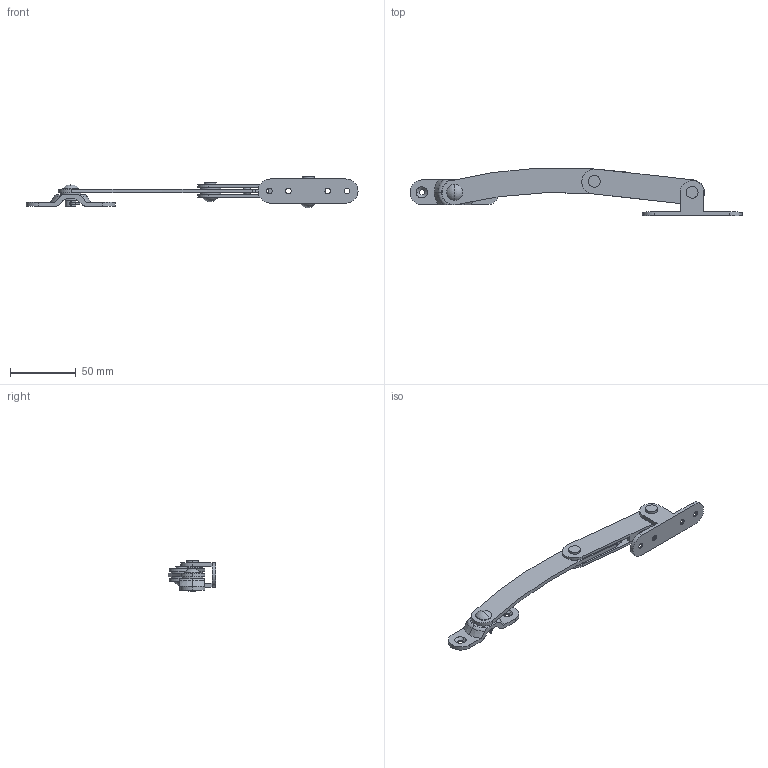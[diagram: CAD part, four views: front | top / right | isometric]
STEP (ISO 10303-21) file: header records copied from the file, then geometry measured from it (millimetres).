
FILE_DESCRIPTION (( 'STEP AP203' ), '1' );
FILE_NAME ('B-25-3.STEP', '2018-08-30T05:53:09', ( '' ), ( '' ), 'SwSTEP 2.0', 'SolidWorks 2014', '' );
FILE_SCHEMA (( 'CONFIG_CONTROL_DESIGN' ));
Length unit declared in the file: millimetre
Products named in the file (13): B-25-3リベットA_; B-25-3; B-25-3アームB_; B-25-3軸_; B-25-3リベットB_; B-25-3アームA_; B-25-3_割りピン　呼び2_L=15片方曲げ; B-25-3アームC_; B-25-3受座B_; B-25-3座金_; B-25-3受座A_; B-25-3ボール_; B-25-3カラー_
Assembly tree (17 placements, depth 2):
  B-25-3
    B-25-3アームA_
    B-25-3アームB_
    B-25-3アームC_
    B-25-3受座A_
    B-25-3受座B_
    B-25-3軸_
    B-25-3リベットA_
    B-25-3リベットB_
    B-25-3カラー_
    B-25-3ボール_
    B-25-3座金_  x6
    B-25-3_割りピン　呼び2_L=15片方曲げ
Bounding box: 252.82 x 36.5 x 23.9 mm (x, y, z)
Volume: 28614 mm3; surface area: 27516.7 mm2
Topology: 17 solids, 17 shells, 230 faces, 548 edges, 355 vertices
Faces by surface type: cylinder 106, plane 66, torus 28, cone 18, sphere 12
Entity records: 7956 total; most frequent: CARTESIAN_POINT 1515, DIRECTION 1125, ORIENTED_EDGE 966, EDGE_CURVE 483, AXIS2_PLACEMENT_3D 466, VERTEX_POINT 312, CIRCLE 246, EDGE_LOOP 243
